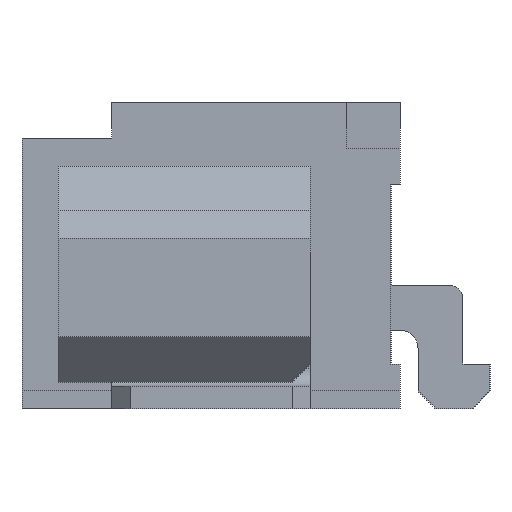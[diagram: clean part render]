
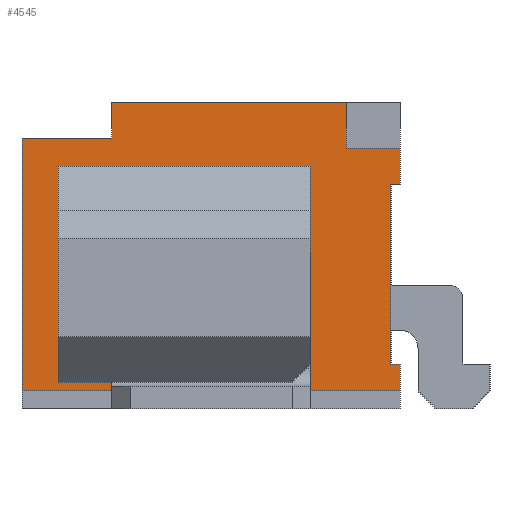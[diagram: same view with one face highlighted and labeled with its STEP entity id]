
A CAD part, left-side view. The second image highlights one B-rep face of the part: STEP entity #4545.
In plain terms, the highlighted planar face has unit normal (-1, 0, 0).
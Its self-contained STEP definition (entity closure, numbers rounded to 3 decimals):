
#105=DIRECTION('',(0.,0.,1.));
#106=VECTOR('',#105,0.3);
#107=CARTESIAN_POINT('',(-4.,-3.225,-1.6));
#108=LINE('',#107,#106);
#189=DIRECTION('',(0.,0.,1.));
#190=VECTOR('',#189,0.4);
#191=CARTESIAN_POINT('',(-4.,-3.225,0.7));
#192=LINE('',#191,#190);
#193=DIRECTION('',(0.,0.,1.));
#194=VECTOR('',#193,2.4);
#195=CARTESIAN_POINT('',(-4.,-2.225,-1.5));
#196=LINE('',#195,#194);
#197=DIRECTION('',(0.,-1.,0.));
#198=VECTOR('',#197,2.8);
#199=CARTESIAN_POINT('',(-4.,0.575,0.9));
#200=LINE('',#199,#198);
#201=DIRECTION('',(0.,0.,1.));
#202=VECTOR('',#201,2.4);
#203=CARTESIAN_POINT('',(-4.,0.575,-1.5));
#204=LINE('',#203,#202);
#205=DIRECTION('',(0.,-1.,0.));
#206=VECTOR('',#205,2.8);
#207=CARTESIAN_POINT('',(-4.,0.575,-1.5));
#208=LINE('',#207,#206);
#209=DIRECTION('',(0.,1.,0.));
#210=VECTOR('',#209,0.6);
#211=CARTESIAN_POINT('',(-4.,-3.225,1.1));
#212=LINE('',#211,#210);
#213=DIRECTION('',(0.,1.,0.));
#214=VECTOR('',#213,0.1);
#215=CARTESIAN_POINT('',(-4.,-3.225,0.7));
#216=LINE('',#215,#214);
#217=DIRECTION('',(0.,0.,1.));
#218=VECTOR('',#217,2.);
#219=CARTESIAN_POINT('',(-4.,-3.125,-1.3));
#220=LINE('',#219,#218);
#221=DIRECTION('',(0.,1.,0.));
#222=VECTOR('',#221,0.1);
#223=CARTESIAN_POINT('',(-4.,-3.225,-1.3));
#224=LINE('',#223,#222);
#225=DIRECTION('',(0.,-1.,0.));
#226=VECTOR('',#225,4.2);
#227=CARTESIAN_POINT('',(-4.,0.975,-1.6));
#228=LINE('',#227,#226);
#229=DIRECTION('',(0.,0.,1.));
#230=VECTOR('',#229,2.8);
#231=CARTESIAN_POINT('',(-4.,0.975,-1.6));
#232=LINE('',#231,#230);
#233=DIRECTION('',(0.,-1.,0.));
#234=VECTOR('',#233,1.);
#235=CARTESIAN_POINT('',(-4.,0.975,1.2));
#236=LINE('',#235,#234);
#237=DIRECTION('',(0.,0.,-1.));
#238=VECTOR('',#237,0.4);
#239=CARTESIAN_POINT('',(-4.,-0.025,1.6));
#240=LINE('',#239,#238);
#241=DIRECTION('',(0.,0.,-1.));
#242=VECTOR('',#241,0.5);
#243=CARTESIAN_POINT('',(-4.,-2.625,1.6));
#244=LINE('',#243,#242);
#1178=DIRECTION('',(0.,-1.,0.));
#1179=VECTOR('',#1178,2.6);
#1180=CARTESIAN_POINT('',(-4.,-0.025,1.6));
#1181=LINE('',#1180,#1179);
#3279=CARTESIAN_POINT('',(-4.,-0.025,1.6));
#3281=VERTEX_POINT('',#3279);
#3291=CARTESIAN_POINT('',(-4.,0.975,1.2));
#3292=CARTESIAN_POINT('',(-4.,-0.025,1.2));
#3293=VERTEX_POINT('',#3291);
#3294=VERTEX_POINT('',#3292);
#3339=CARTESIAN_POINT('',(-4.,-2.225,-1.5));
#3340=CARTESIAN_POINT('',(-4.,-2.225,0.9));
#3341=VERTEX_POINT('',#3339);
#3342=VERTEX_POINT('',#3340);
#3343=CARTESIAN_POINT('',(-4.,0.575,0.9));
#3344=VERTEX_POINT('',#3343);
#3345=CARTESIAN_POINT('',(-4.,0.575,-1.5));
#3346=VERTEX_POINT('',#3345);
#3527=CARTESIAN_POINT('',(-4.,-3.225,-1.3));
#3528=CARTESIAN_POINT('',(-4.,-3.125,-1.3));
#3529=VERTEX_POINT('',#3527);
#3530=VERTEX_POINT('',#3528);
#3531=CARTESIAN_POINT('',(-4.,-3.125,0.7));
#3532=VERTEX_POINT('',#3531);
#3533=CARTESIAN_POINT('',(-4.,-3.225,0.7));
#3534=VERTEX_POINT('',#3533);
#3633=CARTESIAN_POINT('',(-4.,-2.625,1.6));
#3634=VERTEX_POINT('',#3633);
#3635=CARTESIAN_POINT('',(-4.,-3.225,1.1));
#3636=CARTESIAN_POINT('',(-4.,-2.625,1.1));
#3637=VERTEX_POINT('',#3635);
#3638=VERTEX_POINT('',#3636);
#4011=CARTESIAN_POINT('',(-4.,0.975,-1.6));
#4012=CARTESIAN_POINT('',(-4.,-3.225,-1.6));
#4013=VERTEX_POINT('',#4011);
#4014=VERTEX_POINT('',#4012);
#4507=CARTESIAN_POINT('',(-4.,0.975,-1.8));
#4508=DIRECTION('',(-1.,0.,0.));
#4509=DIRECTION('',(0.,-1.,0.));
#4510=AXIS2_PLACEMENT_3D('',#4507,#4508,#4509);
#4511=PLANE('',#4510);
#4513=ORIENTED_EDGE('',*,*,#4512,.F.);
#4514=ORIENTED_EDGE('',*,*,#4487,.F.);
#4516=ORIENTED_EDGE('',*,*,#4515,.T.);
#4518=ORIENTED_EDGE('',*,*,#4517,.F.);
#4519=ORIENTED_EDGE('',*,*,#4497,.F.);
#4520=ORIENTED_EDGE('',*,*,#4423,.F.);
#4522=ORIENTED_EDGE('',*,*,#4521,.F.);
#4524=ORIENTED_EDGE('',*,*,#4523,.T.);
#4526=ORIENTED_EDGE('',*,*,#4525,.T.);
#4528=ORIENTED_EDGE('',*,*,#4527,.F.);
#4530=ORIENTED_EDGE('',*,*,#4529,.T.);
#4532=ORIENTED_EDGE('',*,*,#4531,.T.);
#4533=EDGE_LOOP('',(#4513,#4514,#4516,#4518,#4519,#4520,#4522,#4524,#4526,#4528,
#4530,#4532));
#4534=FACE_OUTER_BOUND('',#4533,.F.);
#4536=ORIENTED_EDGE('',*,*,#4535,.T.);
#4538=ORIENTED_EDGE('',*,*,#4537,.F.);
#4540=ORIENTED_EDGE('',*,*,#4539,.F.);
#4542=ORIENTED_EDGE('',*,*,#4541,.T.);
#4543=EDGE_LOOP('',(#4536,#4538,#4540,#4542));
#4544=FACE_BOUND('',#4543,.F.);
#4545=ADVANCED_FACE('',(#4534,#4544),#4511,.T.);
#4423=EDGE_CURVE('',#4014,#3529,#108,.T.);
#4487=EDGE_CURVE('',#3534,#3637,#192,.T.);
#4497=EDGE_CURVE('',#3529,#3530,#224,.T.);
#4512=EDGE_CURVE('',#3637,#3638,#212,.T.);
#4515=EDGE_CURVE('',#3534,#3532,#216,.T.);
#4517=EDGE_CURVE('',#3530,#3532,#220,.T.);
#4521=EDGE_CURVE('',#4013,#4014,#228,.T.);
#4523=EDGE_CURVE('',#4013,#3293,#232,.T.);
#4525=EDGE_CURVE('',#3293,#3294,#236,.T.);
#4527=EDGE_CURVE('',#3281,#3294,#240,.T.);
#4529=EDGE_CURVE('',#3281,#3634,#1181,.T.);
#4531=EDGE_CURVE('',#3634,#3638,#244,.T.);
#4535=EDGE_CURVE('',#3341,#3342,#196,.T.);
#4537=EDGE_CURVE('',#3344,#3342,#200,.T.);
#4539=EDGE_CURVE('',#3346,#3344,#204,.T.);
#4541=EDGE_CURVE('',#3346,#3341,#208,.T.);
